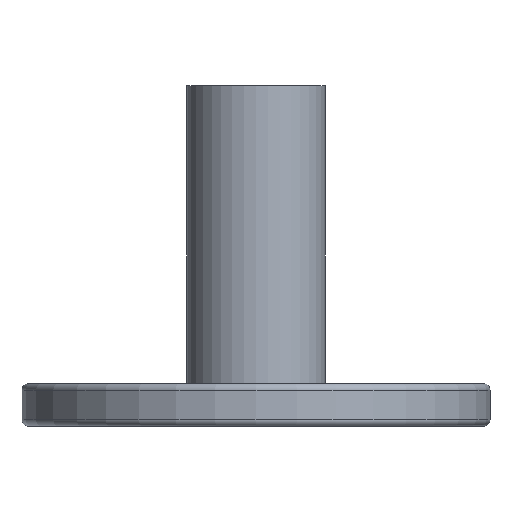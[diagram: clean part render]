
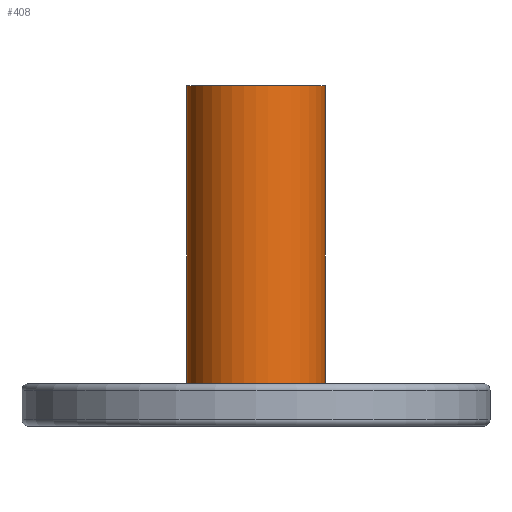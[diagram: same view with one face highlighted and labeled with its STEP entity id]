
A CAD part, front view. The second image highlights one B-rep face of the part: STEP entity #408.
In plain terms, the highlighted cylindrical face has radius 16.25 mm (diameter 32.5 mm), a full revolution.
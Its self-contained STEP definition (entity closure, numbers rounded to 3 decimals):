
#85=FACE_OUTER_BOUND('',#122,.T.);
#122=EDGE_LOOP('',(#361,#362,#363,#364));
#135=LINE('',#774,#145);
#145=VECTOR('',#655,16.25);
#184=CIRCLE('',#500,16.25);
#185=CIRCLE('',#501,16.25);
#216=VERTEX_POINT('',#771);
#217=VERTEX_POINT('',#773);
#265=EDGE_CURVE('',#216,#216,#184,.T.);
#266=EDGE_CURVE('',#216,#217,#135,.T.);
#267=EDGE_CURVE('',#217,#217,#185,.T.);
#361=ORIENTED_EDGE('',*,*,#265,.F.);
#362=ORIENTED_EDGE('',*,*,#266,.T.);
#363=ORIENTED_EDGE('',*,*,#267,.T.);
#364=ORIENTED_EDGE('',*,*,#266,.F.);
#377=CYLINDRICAL_SURFACE('',#499,16.25);
#408=ADVANCED_FACE('',(#85),#377,.T.);
#499=AXIS2_PLACEMENT_3D('',#770,#651,#652);
#500=AXIS2_PLACEMENT_3D('',#772,#653,#654);
#501=AXIS2_PLACEMENT_3D('',#775,#656,#657);
#651=DIRECTION('center_axis',(0.,0.,-1.));
#652=DIRECTION('ref_axis',(-1.,0.,0.));
#653=DIRECTION('center_axis',(0.,0.,-1.));
#654=DIRECTION('ref_axis',(-1.,0.,0.));
#655=DIRECTION('',(0.,0.,1.));
#656=DIRECTION('center_axis',(0.,0.,-1.));
#657=DIRECTION('ref_axis',(-1.,0.,0.));
#770=CARTESIAN_POINT('Origin',(0.,130.,75.));
#771=CARTESIAN_POINT('',(16.25,130.,-5.));
#772=CARTESIAN_POINT('Origin',(0.,130.,-5.));
#773=CARTESIAN_POINT('',(16.25,130.,75.));
#774=CARTESIAN_POINT('',(16.25,130.,75.));
#775=CARTESIAN_POINT('Origin',(0.,130.,75.));
